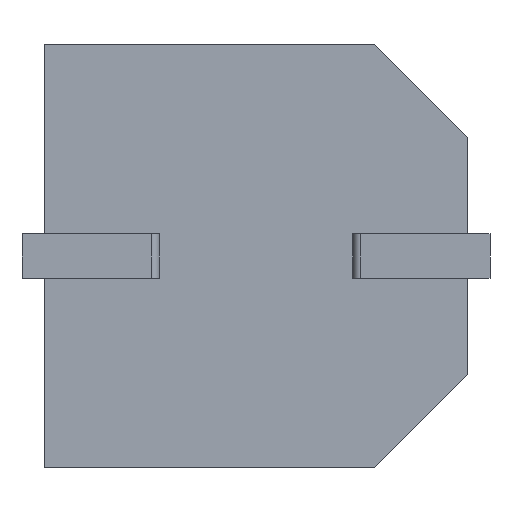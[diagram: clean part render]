
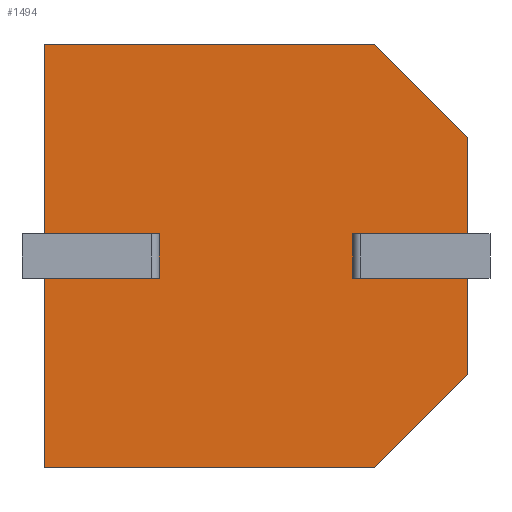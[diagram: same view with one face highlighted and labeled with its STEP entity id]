
A CAD part, front view. The second image highlights one B-rep face of the part: STEP entity #1494.
In plain terms, the highlighted planar face has unit normal (0, -1, 0).
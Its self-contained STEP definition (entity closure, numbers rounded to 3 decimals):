
#46 = LINE ( 'NONE', #1948, #210 ) ;
#90 = VERTEX_POINT ( 'NONE', #2715 ) ;
#107 = CARTESIAN_POINT ( 'NONE',  ( 2.85, 0., -5.8 ) ) ;
#124 = CARTESIAN_POINT ( 'NONE',  ( 0., 0., 0. ) ) ;
#126 = ORIENTED_EDGE ( 'NONE', *, *, #939, .T. ) ;
#174 = DIRECTION ( 'NONE',  ( 0., 0., -1. ) ) ;
#196 = EDGE_CURVE ( 'NONE', #2724, #3172, #2610, .T. ) ;
#197 = CARTESIAN_POINT ( 'NONE',  ( 2.85, 0., -4.7 ) ) ;
#209 = VERTEX_POINT ( 'NONE', #2813 ) ;
#210 = VECTOR ( 'NONE', #3393, 1000. ) ;
#267 = VECTOR ( 'NONE', #174, 1000. ) ;
#311 = CARTESIAN_POINT ( 'NONE',  ( 0., 0., -4.7 ) ) ;
#348 = DIRECTION ( 'NONE',  ( 0., 0., -1. ) ) ;
#354 = LINE ( 'NONE', #2622, #2324 ) ;
#523 = VECTOR ( 'NONE', #348, 1000. ) ;
#534 = VECTOR ( 'NONE', #1525, 1000. ) ;
#536 = CARTESIAN_POINT ( 'NONE',  ( 0., 0., 0. ) ) ;
#562 = CARTESIAN_POINT ( 'NONE',  ( 2.85, 0., -5.8 ) ) ;
#624 = LINE ( 'NONE', #1530, #1197 ) ;
#636 = VECTOR ( 'NONE', #2194, 1000. ) ;
#655 = DIRECTION ( 'NONE',  ( 0., 0., -1. ) ) ;
#679 = EDGE_CURVE ( 'NONE', #2661, #2838, #3082, .T. ) ;
#722 = ORIENTED_EDGE ( 'NONE', *, *, #1659, .T. ) ;
#786 = FACE_OUTER_BOUND ( 'NONE', #1216, .T. ) ;
#801 = ORIENTED_EDGE ( 'NONE', *, *, #1118, .T. ) ;
#864 = LINE ( 'NONE', #2401, #1113 ) ;
#939 = EDGE_CURVE ( 'NONE', #2089, #2956, #2469, .T. ) ;
#1010 = CARTESIAN_POINT ( 'NONE',  ( 10.5, 0., -5.8 ) ) ;
#1021 = CARTESIAN_POINT ( 'NONE',  ( 8.185, 0., 0. ) ) ;
#1086 = DIRECTION ( 'NONE',  ( 0., 0., 1. ) ) ;
#1113 = VECTOR ( 'NONE', #2122, 1000. ) ;
#1118 = EDGE_CURVE ( 'NONE', #2838, #2724, #1921, .T. ) ;
#1130 = VECTOR ( 'NONE', #3109, 1000. ) ;
#1197 = VECTOR ( 'NONE', #3128, 1000. ) ;
#1216 = EDGE_LOOP ( 'NONE', ( #1251, #722, #2472, #1811, #126, #1909, #1866, #2555, #2131, #1398, #2602, #801, #1235, #1331 ) ) ;
#1235 = ORIENTED_EDGE ( 'NONE', *, *, #196, .T. ) ;
#1251 = ORIENTED_EDGE ( 'NONE', *, *, #2288, .F. ) ;
#1317 = DIRECTION ( 'NONE',  ( -1., 0., 0. ) ) ;
#1331 = ORIENTED_EDGE ( 'NONE', *, *, #3247, .F. ) ;
#1337 = VERTEX_POINT ( 'NONE', #107 ) ;
#1341 = LINE ( 'NONE', #562, #2449 ) ;
#1371 = VERTEX_POINT ( 'NONE', #1497 ) ;
#1398 = ORIENTED_EDGE ( 'NONE', *, *, #2420, .T. ) ;
#1405 = CARTESIAN_POINT ( 'NONE',  ( 0., 0., 0. ) ) ;
#1431 = CARTESIAN_POINT ( 'NONE',  ( 10.5, 0., -2.315 ) ) ;
#1433 = LINE ( 'NONE', #124, #1956 ) ;
#1471 = CARTESIAN_POINT ( 'NONE',  ( 10.5, 0., -8.185 ) ) ;
#1494 = ADVANCED_FACE ( 'NONE', ( #786 ), #1854, .F. ) ;
#1497 = CARTESIAN_POINT ( 'NONE',  ( 7.65, 0., -4.7 ) ) ;
#1525 = DIRECTION ( 'NONE',  ( -0.707, 0., 0.707 ) ) ;
#1530 = CARTESIAN_POINT ( 'NONE',  ( 2.85, 0., -5.8 ) ) ;
#1542 = LINE ( 'NONE', #2692, #636 ) ;
#1659 = EDGE_CURVE ( 'NONE', #209, #1371, #864, .T. ) ;
#1667 = VERTEX_POINT ( 'NONE', #1405 ) ;
#1707 = VECTOR ( 'NONE', #655, 1000. ) ;
#1709 = EDGE_CURVE ( 'NONE', #1667, #2840, #46, .T. ) ;
#1743 = VERTEX_POINT ( 'NONE', #1010 ) ;
#1810 = CARTESIAN_POINT ( 'NONE',  ( 0., 0., -10.5 ) ) ;
#1811 = ORIENTED_EDGE ( 'NONE', *, *, #2615, .F. ) ;
#1848 = DIRECTION ( 'NONE',  ( -1., 0., 0. ) ) ;
#1854 = PLANE ( 'NONE',  #2853 ) ;
#1866 = ORIENTED_EDGE ( 'NONE', *, *, #1709, .T. ) ;
#1904 = VECTOR ( 'NONE', #1317, 1000. ) ;
#1909 = ORIENTED_EDGE ( 'NONE', *, *, #1963, .F. ) ;
#1921 = LINE ( 'NONE', #2911, #2465 ) ;
#1946 = DIRECTION ( 'NONE',  ( 1., 0., 0. ) ) ;
#1948 = CARTESIAN_POINT ( 'NONE',  ( 0., 0., 0. ) ) ;
#1956 = VECTOR ( 'NONE', #1946, 1000. ) ;
#1963 = EDGE_CURVE ( 'NONE', #1667, #2956, #1433, .T. ) ;
#2014 = CARTESIAN_POINT ( 'NONE',  ( 8.185, 0., -10.5 ) ) ;
#2073 = LINE ( 'NONE', #2906, #1904 ) ;
#2089 = VERTEX_POINT ( 'NONE', #1431 ) ;
#2122 = DIRECTION ( 'NONE',  ( 0., 0., 1. ) ) ;
#2131 = ORIENTED_EDGE ( 'NONE', *, *, #3308, .F. ) ;
#2194 = DIRECTION ( 'NONE',  ( 1., 0., 0. ) ) ;
#2248 = CARTESIAN_POINT ( 'NONE',  ( 0., 0., -5.8 ) ) ;
#2288 = EDGE_CURVE ( 'NONE', #209, #1743, #354, .T. ) ;
#2324 = VECTOR ( 'NONE', #2334, 1000. ) ;
#2334 = DIRECTION ( 'NONE',  ( 1., 0., 0. ) ) ;
#2380 = DIRECTION ( 'NONE',  ( 0., 1., 0. ) ) ;
#2401 = CARTESIAN_POINT ( 'NONE',  ( 7.65, 0., -5.8 ) ) ;
#2413 = LINE ( 'NONE', #2807, #1707 ) ;
#2420 = EDGE_CURVE ( 'NONE', #1337, #2661, #1341, .T. ) ;
#2448 = DIRECTION ( 'NONE',  ( 1., 0., 0. ) ) ;
#2449 = VECTOR ( 'NONE', #1848, 1000. ) ;
#2465 = VECTOR ( 'NONE', #2448, 1000. ) ;
#2469 = LINE ( 'NONE', #1021, #534 ) ;
#2472 = ORIENTED_EDGE ( 'NONE', *, *, #2998, .T. ) ;
#2548 = CARTESIAN_POINT ( 'NONE',  ( 10.5, 0., 0. ) ) ;
#2555 = ORIENTED_EDGE ( 'NONE', *, *, #2842, .F. ) ;
#2602 = ORIENTED_EDGE ( 'NONE', *, *, #679, .T. ) ;
#2610 = LINE ( 'NONE', #2792, #1130 ) ;
#2615 = EDGE_CURVE ( 'NONE', #2089, #90, #2413, .T. ) ;
#2622 = CARTESIAN_POINT ( 'NONE',  ( 7.65, 0., -5.8 ) ) ;
#2661 = VERTEX_POINT ( 'NONE', #2248 ) ;
#2692 = CARTESIAN_POINT ( 'NONE',  ( 7.65, 0., -4.7 ) ) ;
#2703 = CARTESIAN_POINT ( 'NONE',  ( 8.185, 0., 0. ) ) ;
#2715 = CARTESIAN_POINT ( 'NONE',  ( 10.5, 0., -4.7 ) ) ;
#2724 = VERTEX_POINT ( 'NONE', #2014 ) ;
#2750 = CARTESIAN_POINT ( 'NONE',  ( 0., 0., 0. ) ) ;
#2770 = VERTEX_POINT ( 'NONE', #197 ) ;
#2792 = CARTESIAN_POINT ( 'NONE',  ( 10.5, 0., -8.185 ) ) ;
#2807 = CARTESIAN_POINT ( 'NONE',  ( 10.5, 0., 0. ) ) ;
#2813 = CARTESIAN_POINT ( 'NONE',  ( 7.65, 0., -5.8 ) ) ;
#2838 = VERTEX_POINT ( 'NONE', #1810 ) ;
#2840 = VERTEX_POINT ( 'NONE', #311 ) ;
#2842 = EDGE_CURVE ( 'NONE', #2770, #2840, #2073, .T. ) ;
#2853 = AXIS2_PLACEMENT_3D ( 'NONE', #536, #2380, #1086 ) ;
#2906 = CARTESIAN_POINT ( 'NONE',  ( 2.85, 0., -4.7 ) ) ;
#2911 = CARTESIAN_POINT ( 'NONE',  ( 0., 0., -10.5 ) ) ;
#2956 = VERTEX_POINT ( 'NONE', #2703 ) ;
#2983 = LINE ( 'NONE', #2548, #267 ) ;
#2998 = EDGE_CURVE ( 'NONE', #1371, #90, #1542, .T. ) ;
#3082 = LINE ( 'NONE', #2750, #523 ) ;
#3109 = DIRECTION ( 'NONE',  ( 0.707, 0., 0.707 ) ) ;
#3128 = DIRECTION ( 'NONE',  ( 0., 0., 1. ) ) ;
#3172 = VERTEX_POINT ( 'NONE', #1471 ) ;
#3247 = EDGE_CURVE ( 'NONE', #1743, #3172, #2983, .T. ) ;
#3308 = EDGE_CURVE ( 'NONE', #1337, #2770, #624, .T. ) ;
#3393 = DIRECTION ( 'NONE',  ( 0., 0., -1. ) ) ;
